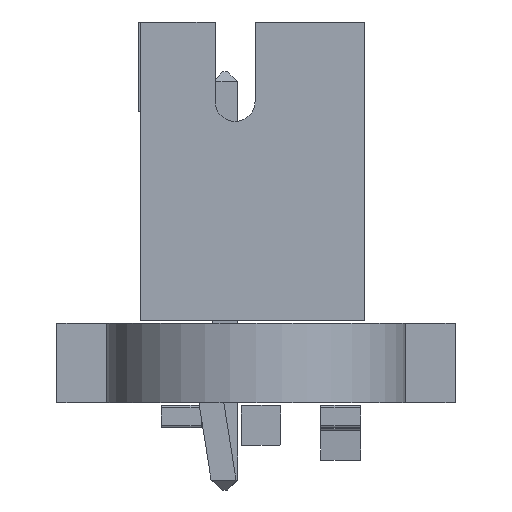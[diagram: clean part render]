
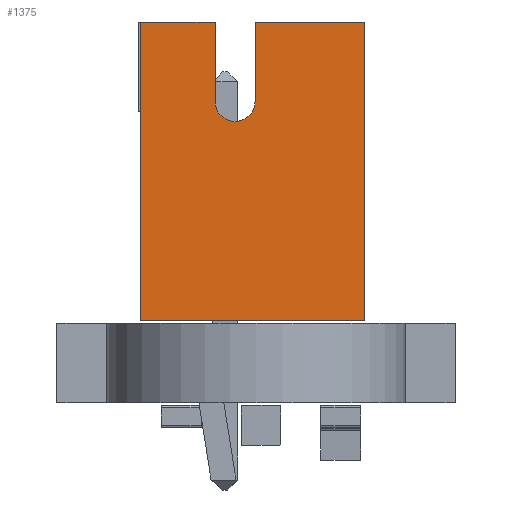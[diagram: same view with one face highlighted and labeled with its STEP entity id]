
A CAD part, left-side view. The second image highlights one B-rep face of the part: STEP entity #1375.
In plain terms, the highlighted planar face has unit normal (-1, 0, 0).
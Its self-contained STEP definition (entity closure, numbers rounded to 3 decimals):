
#195 = VERTEX_POINT('',#196);
#196 = CARTESIAN_POINT('',(-1.95,-2.8,0.));
#204 = EDGE_CURVE('',#195,#205,#207,.T.);
#205 = VERTEX_POINT('',#206);
#206 = CARTESIAN_POINT('',(-1.95,-2.8,6.));
#207 = LINE('',#208,#209);
#208 = CARTESIAN_POINT('',(-1.95,-2.8,0.));
#209 = VECTOR('',#210,1.);
#210 = DIRECTION('',(0.,0.,1.));
#517 = VERTEX_POINT('',#518);
#518 = CARTESIAN_POINT('',(-1.95,1.7,6.));
#524 = EDGE_CURVE('',#525,#517,#527,.T.);
#525 = VERTEX_POINT('',#526);
#526 = CARTESIAN_POINT('',(-1.95,1.7,0.));
#527 = LINE('',#528,#529);
#528 = CARTESIAN_POINT('',(-1.95,1.7,0.));
#529 = VECTOR('',#530,1.);
#530 = DIRECTION('',(0.,0.,1.));
#865 = VERTEX_POINT('',#866);
#866 = CARTESIAN_POINT('',(-1.95,-0.6,6.));
#872 = EDGE_CURVE('',#865,#205,#873,.T.);
#873 = LINE('',#874,#875);
#874 = CARTESIAN_POINT('',(-1.95,1.7,6.));
#875 = VECTOR('',#876,1.);
#876 = DIRECTION('',(0.,-1.,0.));
#894 = EDGE_CURVE('',#525,#195,#895,.T.);
#895 = LINE('',#896,#897);
#896 = CARTESIAN_POINT('',(-1.95,1.7,0.));
#897 = VECTOR('',#898,1.);
#898 = DIRECTION('',(0.,-1.,0.));
#1375 = ADVANCED_FACE('',(#1376),#1413,.F.);
#1376 = FACE_BOUND('',#1377,.F.);
#1377 = EDGE_LOOP('',(#1378,#1379,#1380,#1388,#1396,#1405,#1411,#1412));
#1378 = ORIENTED_EDGE('',*,*,#894,.F.);
#1379 = ORIENTED_EDGE('',*,*,#524,.T.);
#1380 = ORIENTED_EDGE('',*,*,#1381,.T.);
#1381 = EDGE_CURVE('',#517,#1382,#1384,.T.);
#1382 = VERTEX_POINT('',#1383);
#1383 = CARTESIAN_POINT('',(-1.95,0.2,6.));
#1384 = LINE('',#1385,#1386);
#1385 = CARTESIAN_POINT('',(-1.95,1.7,6.));
#1386 = VECTOR('',#1387,1.);
#1387 = DIRECTION('',(0.,-1.,0.));
#1388 = ORIENTED_EDGE('',*,*,#1389,.T.);
#1389 = EDGE_CURVE('',#1382,#1390,#1392,.T.);
#1390 = VERTEX_POINT('',#1391);
#1391 = CARTESIAN_POINT('',(-1.95,0.2,4.4));
#1392 = LINE('',#1393,#1394);
#1393 = CARTESIAN_POINT('',(-1.95,0.2,3.));
#1394 = VECTOR('',#1395,1.);
#1395 = DIRECTION('',(-0.,0.,-1.));
#1396 = ORIENTED_EDGE('',*,*,#1397,.F.);
#1397 = EDGE_CURVE('',#1398,#1390,#1400,.T.);
#1398 = VERTEX_POINT('',#1399);
#1399 = CARTESIAN_POINT('',(-1.95,-0.6,4.4));
#1400 = CIRCLE('',#1401,0.4);
#1401 = AXIS2_PLACEMENT_3D('',#1402,#1403,#1404);
#1402 = CARTESIAN_POINT('',(-1.95,-0.2,4.4));
#1403 = DIRECTION('',(1.,0.,0.));
#1404 = DIRECTION('',(0.,1.,0.));
#1405 = ORIENTED_EDGE('',*,*,#1406,.T.);
#1406 = EDGE_CURVE('',#1398,#865,#1407,.T.);
#1407 = LINE('',#1408,#1409);
#1408 = CARTESIAN_POINT('',(-1.95,-0.6,2.2));
#1409 = VECTOR('',#1410,1.);
#1410 = DIRECTION('',(0.,0.,1.));
#1411 = ORIENTED_EDGE('',*,*,#872,.T.);
#1412 = ORIENTED_EDGE('',*,*,#204,.F.);
#1413 = PLANE('',#1414);
#1414 = AXIS2_PLACEMENT_3D('',#1415,#1416,#1417);
#1415 = CARTESIAN_POINT('',(-1.95,1.7,0.));
#1416 = DIRECTION('',(1.,0.,0.));
#1417 = DIRECTION('',(0.,-1.,0.));
